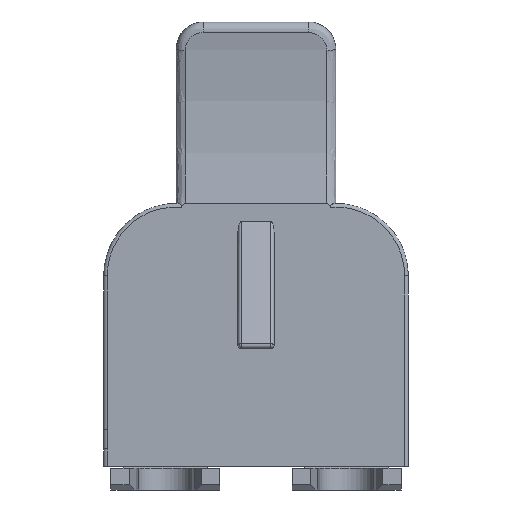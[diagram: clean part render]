
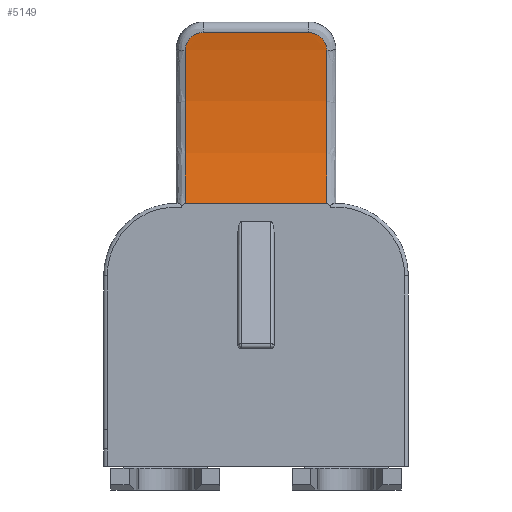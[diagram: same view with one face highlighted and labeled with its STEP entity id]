
A CAD part, front view. The second image highlights one B-rep face of the part: STEP entity #5149.
In plain terms, the highlighted cylindrical face has radius 25.974 mm (diameter 51.948 mm), a partial arc.
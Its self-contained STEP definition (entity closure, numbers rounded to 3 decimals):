
#1 = AXIS2_PLACEMENT_3D ( 'NONE', #224, #4364, #2182 ) ;
#38 = CARTESIAN_POINT ( 'NONE',  ( -10.618, 52.453, 92.759 ) ) ;
#55 = CARTESIAN_POINT ( 'NONE',  ( -10.729, 52.465, 92.685 ) ) ;
#105 = CARTESIAN_POINT ( 'NONE',  ( -11.112, 52.582, 91.903 ) ) ;
#224 = CARTESIAN_POINT ( 'NONE',  ( -11.112, 26.836, 88.469 ) ) ;
#362 = EDGE_CURVE ( 'NONE', #1180, #1848, #2134, .T. ) ;
#402 = EDGE_CURVE ( 'NONE', #609, #2253, #3973, .T. ) ;
#421 = EDGE_CURVE ( 'NONE', #5193, #1046, #4081, .T. ) ;
#501 = DIRECTION ( 'NONE',  ( -1., 0., 0. ) ) ;
#565 = CARTESIAN_POINT ( 'NONE',  ( -3.339, 52.546, 92.16 ) ) ;
#609 = VERTEX_POINT ( 'NONE', #3339 ) ;
#687 = EDGE_CURVE ( 'NONE', #2253, #5193, #1276, .T. ) ;
#707 = DIRECTION ( 'NONE',  ( 0., 0., 1. ) ) ;
#755 = DIRECTION ( 'NONE',  ( -1., 0., 0. ) ) ;
#809 = EDGE_CURVE ( 'NONE', #1848, #609, #2700, .T. ) ;
#832 = ORIENTED_EDGE ( 'NONE', *, *, #402, .F. ) ;
#849 = VECTOR ( 'NONE', #3590, 1000. ) ;
#882 = ORIENTED_EDGE ( 'NONE', *, *, #924, .F. ) ;
#924 = EDGE_CURVE ( 'NONE', #1046, #1180, #4905, .T. ) ;
#931 = CARTESIAN_POINT ( 'NONE',  ( -3.512, 52.494, 92.504 ) ) ;
#954 = CARTESIAN_POINT ( 'NONE',  ( -3.65, 52.473, 92.64 ) ) ;
#1046 = VERTEX_POINT ( 'NONE', #5074 ) ;
#1057 = AXIS2_PLACEMENT_3D ( 'NONE', #3203, #501, #5010 ) ;
#1180 = VERTEX_POINT ( 'NONE', #3669 ) ;
#1244 = CARTESIAN_POINT ( 'NONE',  ( -3.701, 52.466, 92.682 ) ) ;
#1276 = B_SPLINE_CURVE_WITH_KNOTS ( 'NONE', 3,
 ( #1990, #5258, #2308, #1972, #1745, #1244, #954, #931, #4552, #565, #3137, #1510 ),
 .UNSPECIFIED., .F., .F.,
 ( 4, 2, 2, 2, 2, 4 ),
 ( 0., 0.25, 0.375, 0.5, 0.75, 1. ),
 .UNSPECIFIED. ) ;
#1510 = CARTESIAN_POINT ( 'NONE',  ( -3.312, 52.582, 91.903 ) ) ;
#1564 = ORIENTED_EDGE ( 'NONE', *, *, #362, .F. ) ;
#1745 = CARTESIAN_POINT ( 'NONE',  ( -3.81, 52.454, 92.753 ) ) ;
#1848 = VERTEX_POINT ( 'NONE', #3543 ) ;
#1972 = CARTESIAN_POINT ( 'NONE',  ( -3.867, 52.449, 92.784 ) ) ;
#1990 = CARTESIAN_POINT ( 'NONE',  ( -4.312, 52.432, 92.884 ) ) ;
#2134 = CIRCLE ( 'NONE', #1, 25.974 ) ;
#2170 = CARTESIAN_POINT ( 'NONE',  ( -1.612, 52.432, 92.884 ) ) ;
#2182 = DIRECTION ( 'NONE',  ( 0., 0., 1. ) ) ;
#2253 = VERTEX_POINT ( 'NONE', #4020 ) ;
#2308 = CARTESIAN_POINT ( 'NONE',  ( -4.049, 52.436, 92.858 ) ) ;
#2700 = B_SPLINE_CURVE_WITH_KNOTS ( 'NONE', 3,
 ( #105, #3230, #4327, #3996, #2778, #4615, #4710, #55, #38, #4981, #4972, #4925 ),
 .UNSPECIFIED., .F., .F.,
 ( 4, 2, 2, 2, 2, 4 ),
 ( 0., 0.25, 0.375, 0.5, 0.75, 1. ),
 .UNSPECIFIED. ) ;
#2778 = CARTESIAN_POINT ( 'NONE',  ( -10.981, 52.512, 92.392 ) ) ;
#2841 = CARTESIAN_POINT ( 'NONE',  ( -3.312, 52.582, 91.903 ) ) ;
#2898 = FACE_OUTER_BOUND ( 'NONE', #4730, .T. ) ;
#2925 = VECTOR ( 'NONE', #3952, 1000. ) ;
#2947 = ORIENTED_EDGE ( 'NONE', *, *, #421, .F. ) ;
#3137 = CARTESIAN_POINT ( 'NONE',  ( -3.312, 52.565, 92.031 ) ) ;
#3203 = CARTESIAN_POINT ( 'NONE',  ( -1.612, 26.836, 88.469 ) ) ;
#3230 = CARTESIAN_POINT ( 'NONE',  ( -11.112, 52.565, 92.031 ) ) ;
#3231 = CARTESIAN_POINT ( 'NONE',  ( -1.612, 52.324, 83.469 ) ) ;
#3297 = CYLINDRICAL_SURFACE ( 'NONE', #1057, 25.974 ) ;
#3339 = CARTESIAN_POINT ( 'NONE',  ( -10.112, 52.432, 92.884 ) ) ;
#3361 = AXIS2_PLACEMENT_3D ( 'NONE', #4949, #755, #707 ) ;
#3543 = CARTESIAN_POINT ( 'NONE',  ( -11.112, 52.582, 91.903 ) ) ;
#3590 = DIRECTION ( 'NONE',  ( -1., 0., 0. ) ) ;
#3669 = CARTESIAN_POINT ( 'NONE',  ( -11.112, 52.324, 83.469 ) ) ;
#3944 = ORIENTED_EDGE ( 'NONE', *, *, #687, .F. ) ;
#3952 = DIRECTION ( 'NONE',  ( 1., 0., 0. ) ) ;
#3973 = LINE ( 'NONE', #2170, #2925 ) ;
#3996 = CARTESIAN_POINT ( 'NONE',  ( -11.012, 52.52, 92.336 ) ) ;
#4020 = CARTESIAN_POINT ( 'NONE',  ( -4.312, 52.432, 92.884 ) ) ;
#4081 = CIRCLE ( 'NONE', #3361, 25.974 ) ;
#4211 = ORIENTED_EDGE ( 'NONE', *, *, #809, .F. ) ;
#4327 = CARTESIAN_POINT ( 'NONE',  ( -11.087, 52.547, 92.158 ) ) ;
#4364 = DIRECTION ( 'NONE',  ( 1., 0., 0. ) ) ;
#4552 = CARTESIAN_POINT ( 'NONE',  ( -3.438, 52.512, 92.395 ) ) ;
#4615 = CARTESIAN_POINT ( 'NONE',  ( -10.909, 52.495, 92.499 ) ) ;
#4710 = CARTESIAN_POINT ( 'NONE',  ( -10.867, 52.487, 92.549 ) ) ;
#4730 = EDGE_LOOP ( 'NONE', ( #1564, #882, #2947, #3944, #832, #4211 ) ) ;
#4905 = LINE ( 'NONE', #3231, #849 ) ;
#4925 = CARTESIAN_POINT ( 'NONE',  ( -10.112, 52.432, 92.884 ) ) ;
#4949 = CARTESIAN_POINT ( 'NONE',  ( -3.312, 26.836, 88.469 ) ) ;
#4972 = CARTESIAN_POINT ( 'NONE',  ( -10.245, 52.432, 92.884 ) ) ;
#4981 = CARTESIAN_POINT ( 'NONE',  ( -10.377, 52.436, 92.857 ) ) ;
#5010 = DIRECTION ( 'NONE',  ( 0., 0., 1. ) ) ;
#5074 = CARTESIAN_POINT ( 'NONE',  ( -3.312, 52.324, 83.469 ) ) ;
#5149 = ADVANCED_FACE ( 'NONE', ( #2898 ), #3297, .F. ) ;
#5193 = VERTEX_POINT ( 'NONE', #2841 ) ;
#5258 = CARTESIAN_POINT ( 'NONE',  ( -4.181, 52.432, 92.884 ) ) ;
